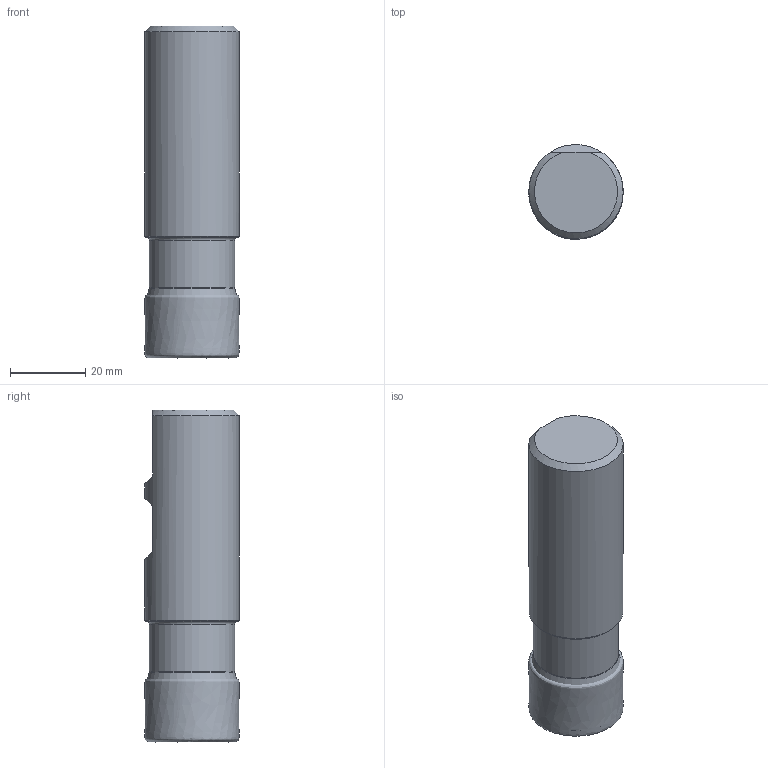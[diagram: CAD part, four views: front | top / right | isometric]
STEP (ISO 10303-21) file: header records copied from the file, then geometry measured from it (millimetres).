
FILE_DESCRIPTION(/* description */ (''),/* implementation_level */ '2;1');
FILE_NAME(/* name */ 'toolassembly_1.stp',/* time_stamp */ '2020-04-15T16:28:23+02:00',/* author */ (''),/* organization */ ('SMS'),/* preprocessor_version */ 'ST-DEVELOPER v16.7',/* originating_system */ 'SIEMENS PLM Software NX 12.0',/* authorisation */ '');
FILE_SCHEMA (('AUTOMOTIVE_DESIGN { 1 0 10303 214 3 1 1 1 }'));
Length unit declared in the file: millimetre
Products named in the file (4): CUT_20200415162742; NOCUT_20200415162723; ASSEMBLY_CONSTRUCTION; TOOLASSEMBLY_1
Assembly tree (3 placements, depth 2):
  TOOLASSEMBLY_1
    ASSEMBLY_CONSTRUCTION
    NOCUT_20200415162723
    CUT_20200415162742
Bounding box: 25.03 x 25.03 x 88.01 mm (x, y, z)
Volume: 47529.5 mm3; surface area: 10048 mm2
Topology: 2 solids, 2 shells, 23 faces, 50 edges, 38 vertices
Faces by surface type: plane 8, cone 6, torus 6, cylinder 2, bspline 1
Full cylindrical faces by diameter (mm): 22.623 x1, 24.994 x1
Entity records: 6025 total; most frequent: CARTESIAN_POINT 5425, DIRECTION 112, ORIENTED_EDGE 58, AXIS2_PLACEMENT_3D 52, EDGE_LOOP 37, FACE_BOUND 30, EDGE_CURVE 29, VERTEX_POINT 25
